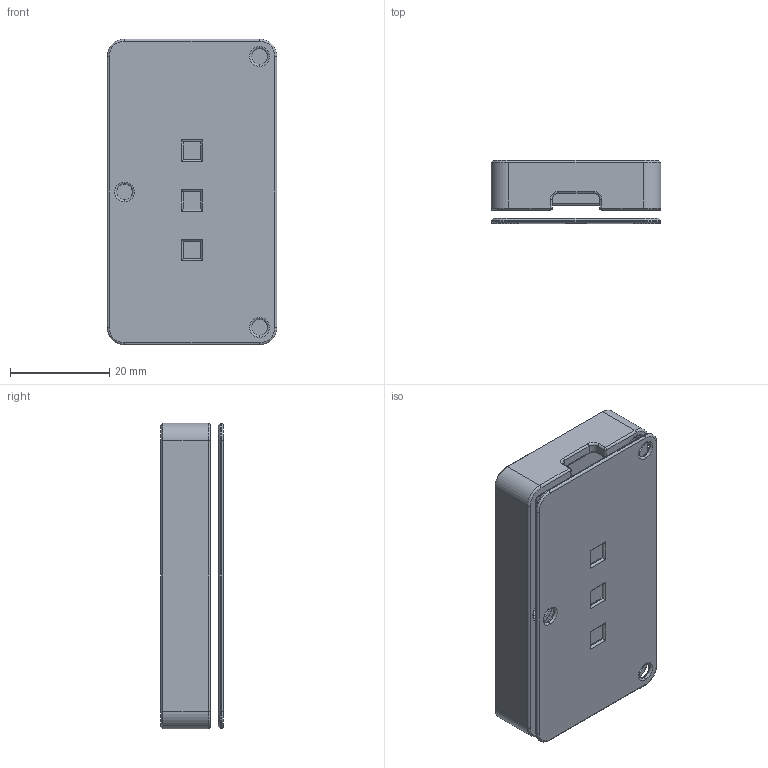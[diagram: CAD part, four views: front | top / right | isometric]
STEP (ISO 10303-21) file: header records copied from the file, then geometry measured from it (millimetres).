
FILE_DESCRIPTION (( 'STEP AP214' ), '1' );
FILE_NAME ('Remote case Base.STEP', '2023-10-13T07:04:55', ( '' ), ( '' ), 'SwSTEP 2.0', 'SolidWorks 2023', '' );
FILE_SCHEMA (( 'AUTOMOTIVE_DESIGN' ));
Length unit declared in the file: millimetre
Products named in the file (1): Remote case Base
Bounding box: 34.2 x 12.6 x 61.6 mm (x, y, z)
Volume: 9117.6 mm3; surface area: 11768.5 mm2
Topology: 2 solids, 2 shells, 229 faces, 520 edges, 282 vertices
Faces by surface type: cylinder 95, plane 66, torus 38, sphere 16, cone 14
Entity records: 6220 total; most frequent: DIRECTION 1170, CARTESIAN_POINT 1064, ORIENTED_EDGE 1008, EDGE_CURVE 504, AXIS2_PLACEMENT_3D 452, VERTEX_POINT 282, VECTOR 266, LINE 266
